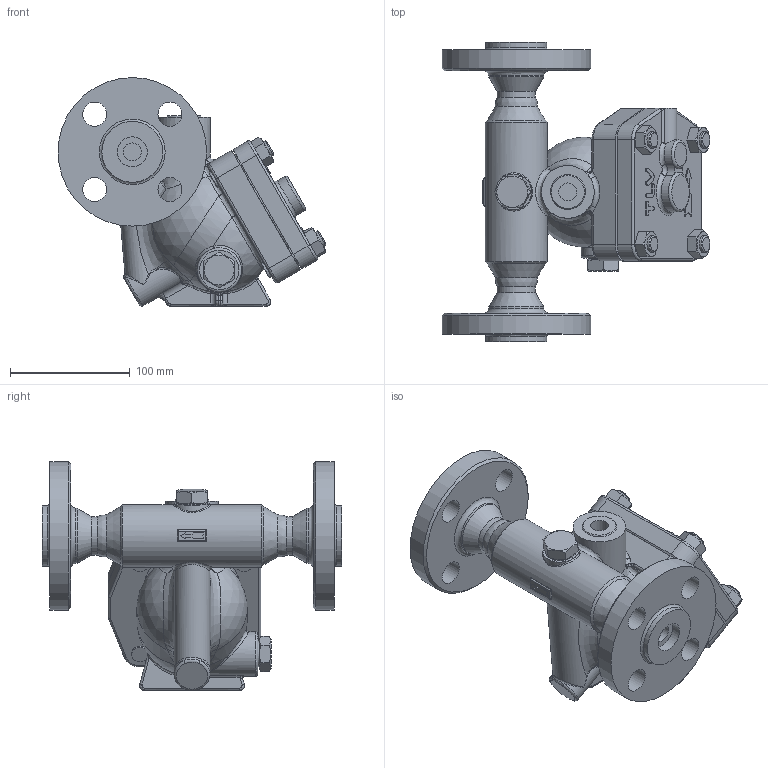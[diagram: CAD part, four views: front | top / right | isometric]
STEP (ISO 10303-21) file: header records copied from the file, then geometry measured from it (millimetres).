
FILE_DESCRIPTION((''),'2;1');
FILE_NAME('gas1n-025-a0600-00.stp','2010-10-28T09:54:00',('nakaot'),(''),'Autodesk Inventor 2008','Autodesk Inventor 2008','');
FILE_SCHEMA(('AUTOMOTIVE_DESIGN { 1 0 10303 214 1 1 1 1 }'));
Length unit declared in the file: millimetre
Products named in the file (1): gas1n-025-a0600-00
Bounding box: 223.62 x 250 x 191 mm (x, y, z)
Volume: 1991514.3 mm3; surface area: 200085.2 mm2
Topology: 1 solids, 1 shells, 459 faces, 1076 edges, 639 vertices
Faces by surface type: plane 157, bspline 124, cylinder 105, cone 51, torus 14, sphere 8
Full cylindrical faces by diameter (mm): 14 x12, 15 x1, 20 x4, 21 x1, 25 x1, 26 x1, 32 x1, 37 x1, 44 x1, 50.8 x1, 52 x1, 107 x1, 124 x1
Entity records: 21756 total; most frequent: CARTESIAN_POINT 12322, ORIENTED_EDGE 1946, DIRECTION 1847, EDGE_CURVE 973, AXIS2_PLACEMENT_3D 755, VERTEX_POINT 618, EDGE_LOOP 585, FACE_OUTER_BOUND 459
